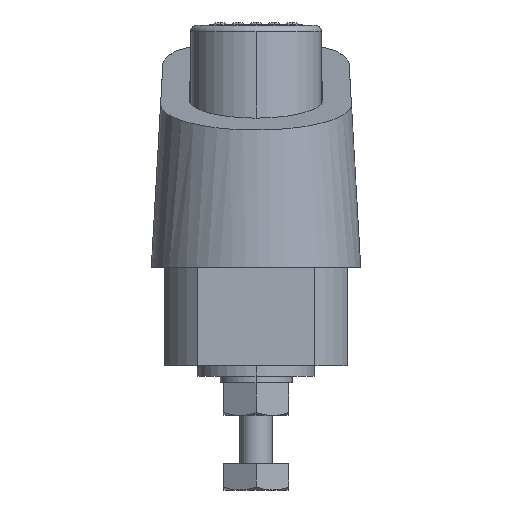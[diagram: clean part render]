
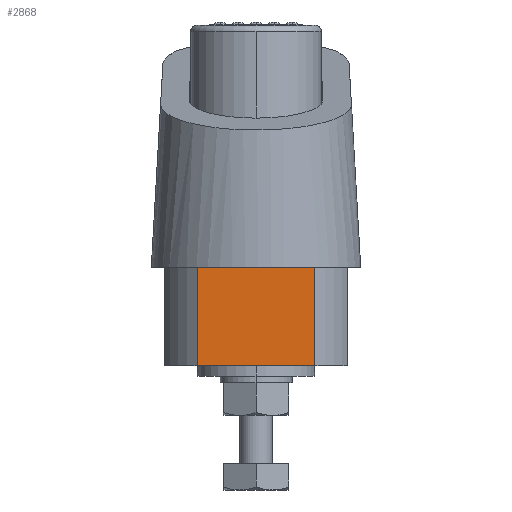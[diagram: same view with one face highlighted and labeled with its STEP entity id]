
A CAD part, left-side view. The second image highlights one B-rep face of the part: STEP entity #2868.
In plain terms, the highlighted planar face has unit normal (-1, 0, 0).
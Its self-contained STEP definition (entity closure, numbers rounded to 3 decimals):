
#421 = ORIENTED_EDGE ( 'NONE', *, *, #1594, .F. ) ;
#498 = CARTESIAN_POINT ( 'NONE',  ( -12., 9., 0. ) ) ;
#539 = PLANE ( 'NONE',  #1352 ) ;
#587 = DIRECTION ( 'NONE',  ( 0., 1., 0. ) ) ;
#1352 = AXIS2_PLACEMENT_3D ( 'NONE', #7896, #9262, #4142 ) ;
#1410 = LINE ( 'NONE', #4325, #4191 ) ;
#1594 = EDGE_CURVE ( 'NONE', #5975, #6306, #5039, .T. ) ;
#1620 = EDGE_CURVE ( 'NONE', #5975, #7845, #1410, .T. ) ;
#1662 = CARTESIAN_POINT ( 'NONE',  ( -12., -9., 0. ) ) ;
#1910 = EDGE_LOOP ( 'NONE', ( #8905, #4118, #421, #5109 ) ) ;
#2553 = VECTOR ( 'NONE', #587, 1000. ) ;
#2633 = CARTESIAN_POINT ( 'NONE',  ( -12., 9., -15. ) ) ;
#2868 = ADVANCED_FACE ( 'NONE', ( #7948 ), #539, .F. ) ;
#3400 = DIRECTION ( 'NONE',  ( 0., 0., 1. ) ) ;
#3511 = DIRECTION ( 'NONE',  ( 0., 0., 1. ) ) ;
#4118 = ORIENTED_EDGE ( 'NONE', *, *, #8402, .F. ) ;
#4142 = DIRECTION ( 'NONE',  ( 0., 1., 0. ) ) ;
#4191 = VECTOR ( 'NONE', #3511, 1000. ) ;
#4325 = CARTESIAN_POINT ( 'NONE',  ( -12., -9., -15. ) ) ;
#4910 = CARTESIAN_POINT ( 'NONE',  ( -12., -9., -15. ) ) ;
#4987 = DIRECTION ( 'NONE',  ( 0., 1., 0. ) ) ;
#5039 = LINE ( 'NONE', #5608, #7581 ) ;
#5109 = ORIENTED_EDGE ( 'NONE', *, *, #1620, .T. ) ;
#5608 = CARTESIAN_POINT ( 'NONE',  ( -12., -9., -15. ) ) ;
#5816 = CARTESIAN_POINT ( 'NONE',  ( -12., -9., 0. ) ) ;
#5925 = VERTEX_POINT ( 'NONE', #498 ) ;
#5975 = VERTEX_POINT ( 'NONE', #4910 ) ;
#6001 = LINE ( 'NONE', #2633, #8737 ) ;
#6306 = VERTEX_POINT ( 'NONE', #7117 ) ;
#7117 = CARTESIAN_POINT ( 'NONE',  ( -12., 9., -15. ) ) ;
#7163 = LINE ( 'NONE', #5816, #2553 ) ;
#7581 = VECTOR ( 'NONE', #4987, 1000. ) ;
#7845 = VERTEX_POINT ( 'NONE', #1662 ) ;
#7896 = CARTESIAN_POINT ( 'NONE',  ( -12., -9., -15. ) ) ;
#7948 = FACE_OUTER_BOUND ( 'NONE', #1910, .T. ) ;
#8402 = EDGE_CURVE ( 'NONE', #6306, #5925, #6001, .T. ) ;
#8737 = VECTOR ( 'NONE', #3400, 1000. ) ;
#8905 = ORIENTED_EDGE ( 'NONE', *, *, #9532, .T. ) ;
#9262 = DIRECTION ( 'NONE',  ( 1., 0., 0. ) ) ;
#9532 = EDGE_CURVE ( 'NONE', #7845, #5925, #7163, .T. ) ;
